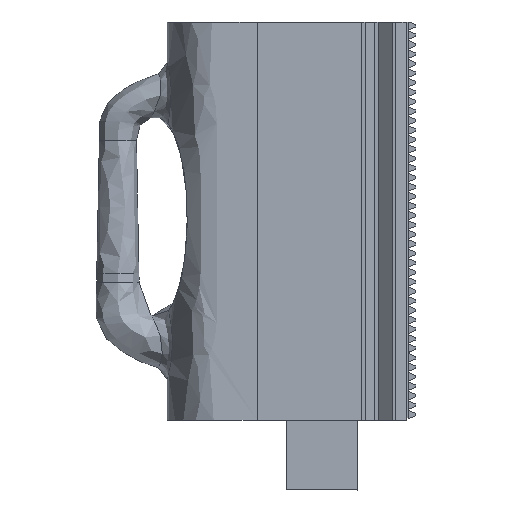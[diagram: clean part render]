
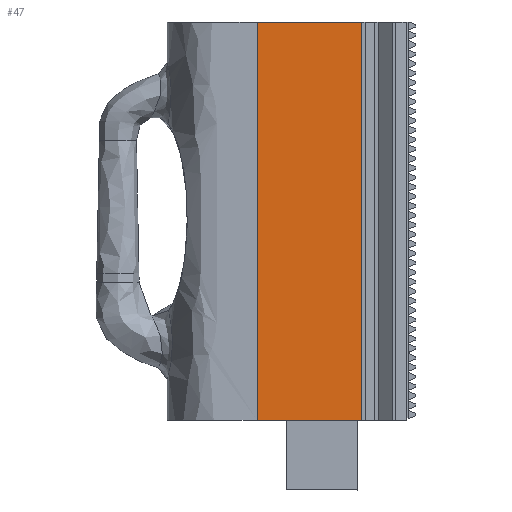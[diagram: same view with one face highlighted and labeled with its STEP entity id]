
A CAD part, left-side view. The second image highlights one B-rep face of the part: STEP entity #47.
In plain terms, the highlighted planar face has unit normal (-1, 0, 0).
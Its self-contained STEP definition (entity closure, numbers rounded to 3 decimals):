
#47=ADVANCED_FACE('',(#388),#5603,.T.);
#388=FACE_OUTER_BOUND('',#731,.T.);
#731=EDGE_LOOP('',(#1184,#1185,#1186,#1187));
#1184=ORIENTED_EDGE('',*,*,#3087,.T.);
#1185=ORIENTED_EDGE('',*,*,#3065,.F.);
#1186=ORIENTED_EDGE('',*,*,#3088,.T.);
#1187=ORIENTED_EDGE('',*,*,#3058,.F.);
#3058=EDGE_CURVE('',#4990,#4991,#4867,.T.);
#3065=EDGE_CURVE('',#4998,#4999,#4869,.T.);
#3087=EDGE_CURVE('',#4990,#4999,#4023,.T.);
#3088=EDGE_CURVE('',#4998,#4991,#4879,.T.);
#4023=B_SPLINE_CURVE_WITH_KNOTS('',1,(#25023,#25024),.UNSPECIFIED.,.F.,
 .F.,(2,2),(0.,200.),.UNSPECIFIED.);
#4867=(
BOUNDED_CURVE()
B_SPLINE_CURVE(3,(#24011,#24012,#24013,#24014,#24015,#24016,#24017),
 .UNSPECIFIED.,.F.,.F.)
B_SPLINE_CURVE_WITH_KNOTS((4,3,4),(0.,20.3,52.5),
 .UNSPECIFIED.)
CURVE()
GEOMETRIC_REPRESENTATION_ITEM()
RATIONAL_B_SPLINE_CURVE((1.,1.,1.,1.,1.,1.,1.))
REPRESENTATION_ITEM('')
);
#4869=(
BOUNDED_CURVE()
B_SPLINE_CURVE(3,(#24037,#24038,#24039,#24040,#24041,#24042,#24043),
 .UNSPECIFIED.,.F.,.F.)
B_SPLINE_CURVE_WITH_KNOTS((4,3,4),(0.,32.2,52.5),
 .UNSPECIFIED.)
CURVE()
GEOMETRIC_REPRESENTATION_ITEM()
RATIONAL_B_SPLINE_CURVE((1.,1.,1.,1.,1.,1.,1.))
REPRESENTATION_ITEM('')
);
#4879=(
BOUNDED_CURVE()
B_SPLINE_CURVE(1,(#25025,#25026),.UNSPECIFIED.,.F.,.F.)
B_SPLINE_CURVE_WITH_KNOTS((2,2),(0.,200.),.UNSPECIFIED.)
CURVE()
GEOMETRIC_REPRESENTATION_ITEM()
RATIONAL_B_SPLINE_CURVE((1.,1.))
REPRESENTATION_ITEM('')
);
#4990=VERTEX_POINT('',#21140);
#4991=VERTEX_POINT('',#21141);
#4998=VERTEX_POINT('',#21148);
#4999=VERTEX_POINT('',#21149);
#5603=PLANE('',#6023);
#6023=AXIS2_PLACEMENT_3D('',#10085,#6336,$);
#6336=DIRECTION('',(-1.,0.,0.));
#10085=CARTESIAN_POINT('',(-44.039,4.058,14.939));
#21140=CARTESIAN_POINT('',(-44.039,-1.204,234.951));
#21141=CARTESIAN_POINT('',(-44.039,-53.704,234.951));
#21148=CARTESIAN_POINT('',(-44.039,-53.704,34.951));
#21149=CARTESIAN_POINT('',(-44.039,-1.204,34.951));
#24011=CARTESIAN_POINT('',(-44.039,-1.204,234.951));
#24012=CARTESIAN_POINT('',(-44.039,-7.971,234.951));
#24013=CARTESIAN_POINT('',(-44.039,-14.737,234.951));
#24014=CARTESIAN_POINT('',(-44.039,-21.504,234.951));
#24015=CARTESIAN_POINT('',(-44.039,-32.237,234.951));
#24016=CARTESIAN_POINT('',(-44.039,-42.971,234.951));
#24017=CARTESIAN_POINT('',(-44.039,-53.704,234.951));
#24037=CARTESIAN_POINT('',(-44.039,-53.704,34.951));
#24038=CARTESIAN_POINT('',(-44.039,-42.971,34.951));
#24039=CARTESIAN_POINT('',(-44.039,-32.237,34.951));
#24040=CARTESIAN_POINT('',(-44.039,-21.504,34.951));
#24041=CARTESIAN_POINT('',(-44.039,-14.737,34.951));
#24042=CARTESIAN_POINT('',(-44.039,-7.971,34.951));
#24043=CARTESIAN_POINT('',(-44.039,-1.204,34.951));
#25023=CARTESIAN_POINT('',(-44.039,-1.204,234.951));
#25024=CARTESIAN_POINT('',(-44.039,-1.204,34.951));
#25025=CARTESIAN_POINT('',(-44.039,-53.704,34.951));
#25026=CARTESIAN_POINT('',(-44.039,-53.704,234.951));
